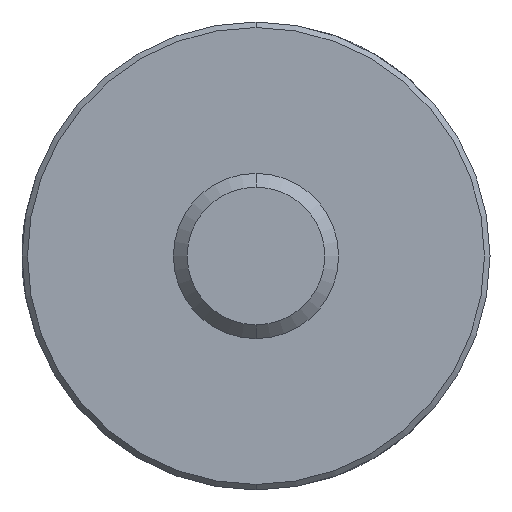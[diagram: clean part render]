
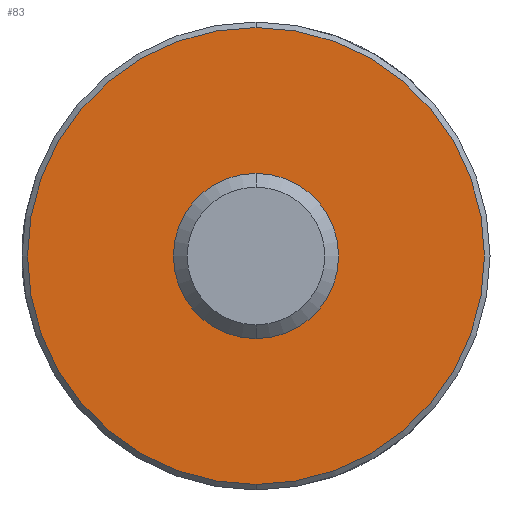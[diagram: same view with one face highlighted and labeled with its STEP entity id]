
A CAD part, left-side view. The second image highlights one B-rep face of the part: STEP entity #83.
In plain terms, the highlighted planar face has unit normal (-1, 0, 0).
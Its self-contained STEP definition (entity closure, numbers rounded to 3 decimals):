
#1 = CARTESIAN_POINT ( 'NONE',  ( -5., 0., 3. ) ) ;
#27 = AXIS2_PLACEMENT_3D ( 'NONE', #578, #1781, #1142 ) ;
#46 = CARTESIAN_POINT ( 'NONE',  ( -5., 0., -3. ) ) ;
#83 = ADVANCED_FACE ( 'NONE', ( #1394, #535 ), #2198, .F. ) ;
#92 = CARTESIAN_POINT ( 'NONE',  ( -5., 0., 0. ) ) ;
#138 = EDGE_LOOP ( 'NONE', ( #2248, #937 ) ) ;
#169 = VERTEX_POINT ( 'NONE', #1 ) ;
#221 = CARTESIAN_POINT ( 'NONE',  ( -5., 0., 0. ) ) ;
#310 = CIRCLE ( 'NONE', #2399, 8.3 ) ;
#332 = DIRECTION ( 'NONE',  ( 1., 0., 0. ) ) ;
#373 = CARTESIAN_POINT ( 'NONE',  ( -5., 0., 0. ) ) ;
#532 = DIRECTION ( 'NONE',  ( -1., 0., 0. ) ) ;
#535 = FACE_BOUND ( 'NONE', #2101, .T. ) ;
#572 = ORIENTED_EDGE ( 'NONE', *, *, #922, .T. ) ;
#578 = CARTESIAN_POINT ( 'NONE',  ( -5., 0., 0. ) ) ;
#794 = AXIS2_PLACEMENT_3D ( 'NONE', #92, #532, #2134 ) ;
#830 = AXIS2_PLACEMENT_3D ( 'NONE', #373, #332, #1776 ) ;
#922 = EDGE_CURVE ( 'NONE', #1471, #169, #1141, .T. ) ;
#937 = ORIENTED_EDGE ( 'NONE', *, *, #2067, .T. ) ;
#980 = VERTEX_POINT ( 'NONE', #1672 ) ;
#1091 = DIRECTION ( 'NONE',  ( 1., 0., 0. ) ) ;
#1141 = CIRCLE ( 'NONE', #1824, 3. ) ;
#1142 = DIRECTION ( 'NONE',  ( 0., 0., -1. ) ) ;
#1393 = DIRECTION ( 'NONE',  ( -1., 0., 0. ) ) ;
#1394 = FACE_OUTER_BOUND ( 'NONE', #138, .T. ) ;
#1411 = EDGE_CURVE ( 'NONE', #1795, #980, #310, .T. ) ;
#1471 = VERTEX_POINT ( 'NONE', #46 ) ;
#1651 = DIRECTION ( 'NONE',  ( 0., 0., -1. ) ) ;
#1672 = CARTESIAN_POINT ( 'NONE',  ( -5., 0., 8.3 ) ) ;
#1776 = DIRECTION ( 'NONE',  ( 0., 0., -1. ) ) ;
#1780 = EDGE_CURVE ( 'NONE', #169, #1471, #2234, .T. ) ;
#1781 = DIRECTION ( 'NONE',  ( 1., 0., 0. ) ) ;
#1795 = VERTEX_POINT ( 'NONE', #2464 ) ;
#1824 = AXIS2_PLACEMENT_3D ( 'NONE', #2285, #1091, #2475 ) ;
#1855 = CIRCLE ( 'NONE', #794, 8.3 ) ;
#2067 = EDGE_CURVE ( 'NONE', #980, #1795, #1855, .T. ) ;
#2101 = EDGE_LOOP ( 'NONE', ( #572, #2109 ) ) ;
#2109 = ORIENTED_EDGE ( 'NONE', *, *, #1780, .T. ) ;
#2134 = DIRECTION ( 'NONE',  ( 0., 0., -1. ) ) ;
#2198 = PLANE ( 'NONE',  #830 ) ;
#2234 = CIRCLE ( 'NONE', #27, 3. ) ;
#2248 = ORIENTED_EDGE ( 'NONE', *, *, #1411, .T. ) ;
#2285 = CARTESIAN_POINT ( 'NONE',  ( -5., 0., 0. ) ) ;
#2399 = AXIS2_PLACEMENT_3D ( 'NONE', #221, #1393, #1651 ) ;
#2464 = CARTESIAN_POINT ( 'NONE',  ( -5., 0., -8.3 ) ) ;
#2475 = DIRECTION ( 'NONE',  ( 0., 0., -1. ) ) ;
